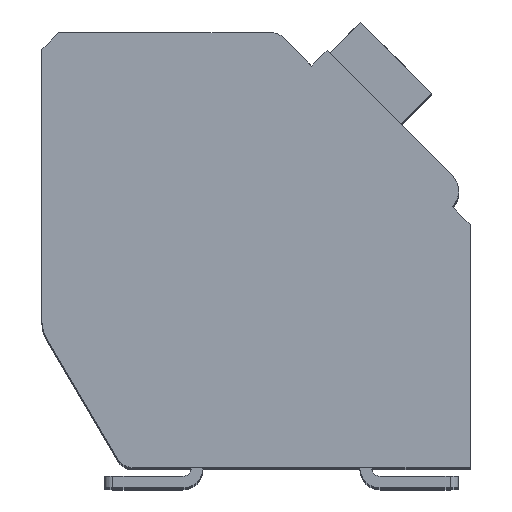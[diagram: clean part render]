
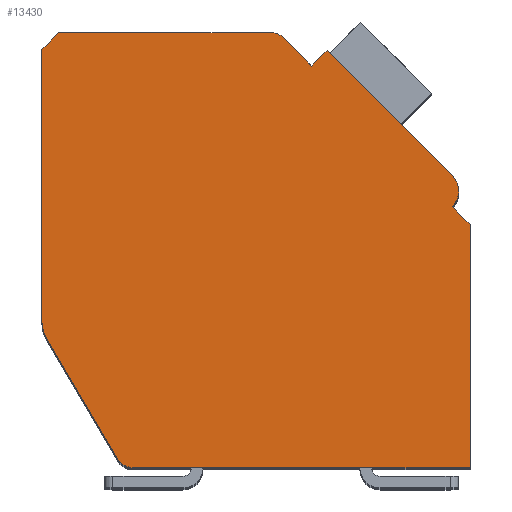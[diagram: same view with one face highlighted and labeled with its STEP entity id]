
A CAD part, top view. The second image highlights one B-rep face of the part: STEP entity #13430.
In plain terms, the highlighted planar face has unit normal (0, 0, 1).
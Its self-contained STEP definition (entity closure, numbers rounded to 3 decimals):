
#316=DIRECTION('',(0.,-1.,0.));
#317=VECTOR('',#316,8.053);
#318=CARTESIAN_POINT('',(-12.7,12.4,2.1));
#319=LINE('',#318,#317);
#320=DIRECTION('',(-0.707,-0.707,0.));
#321=VECTOR('',#320,0.707);
#322=CARTESIAN_POINT('',(-12.2,12.9,2.1));
#323=LINE('',#322,#321);
#324=DIRECTION('',(-1.,0.,0.));
#325=VECTOR('',#324,6.298);
#326=CARTESIAN_POINT('',(-5.902,12.9,2.1));
#327=LINE('',#326,#325);
#328=CARTESIAN_POINT('',(-5.902,12.4,2.1));
#329=DIRECTION('',(0.,0.,1.));
#330=DIRECTION('',(0.707,0.707,0.));
#331=AXIS2_PLACEMENT_3D('',#328,#329,#330);
#333=DIRECTION('',(-0.707,0.707,0.));
#334=VECTOR('',#333,1.197);
#335=CARTESIAN_POINT('',(-4.702,11.907,2.1));
#336=LINE('',#335,#334);
#337=DIRECTION('',(-0.707,-0.707,0.));
#338=VECTOR('',#337,0.65);
#339=CARTESIAN_POINT('',(-4.243,12.367,2.1));
#340=LINE('',#339,#338);
#341=DIRECTION('',(-0.707,0.707,0.));
#342=VECTOR('',#341,5.25);
#343=CARTESIAN_POINT('',(-0.53,8.655,2.1));
#344=LINE('',#343,#342);
#345=CARTESIAN_POINT('',(-0.99,8.195,2.1));
#346=DIRECTION('',(0.,0.,1.));
#347=DIRECTION('',(0.707,-0.707,0.));
#348=AXIS2_PLACEMENT_3D('',#345,#346,#347);
#350=DIRECTION('',(-0.707,0.707,0.));
#351=VECTOR('',#350,0.75);
#352=CARTESIAN_POINT('',(0.,7.205,2.1));
#353=LINE('',#352,#351);
#354=DIRECTION('',(0.,1.,0.));
#355=VECTOR('',#354,7.205);
#356=CARTESIAN_POINT('',(0.,0.,2.1));
#357=LINE('',#356,#355);
#358=DIRECTION('',(1.,0.,0.));
#359=VECTOR('',#358,10.014);
#360=CARTESIAN_POINT('',(-10.014,0.,2.1));
#361=LINE('',#360,#359);
#362=CARTESIAN_POINT('',(-10.014,0.5,2.1));
#363=DIRECTION('',(0.,0.,1.));
#364=DIRECTION('',(-0.862,-0.508,0.));
#365=AXIS2_PLACEMENT_3D('',#362,#363,#364);
#367=DIRECTION('',(0.508,-0.862,0.));
#368=VECTOR('',#367,4.17);
#369=CARTESIAN_POINT('',(-12.562,3.839,2.1));
#370=LINE('',#369,#368);
#371=CARTESIAN_POINT('',(-11.7,4.347,2.1));
#372=DIRECTION('',(0.,0.,1.));
#373=DIRECTION('',(-1.,0.,0.));
#374=AXIS2_PLACEMENT_3D('',#371,#372,#373);
#10097=CARTESIAN_POINT('',(-12.7,12.4,2.1));
#10098=CARTESIAN_POINT('',(-12.7,4.347,2.1));
#10099=VERTEX_POINT('',#10097);
#10100=VERTEX_POINT('',#10098);
#10101=CARTESIAN_POINT('',(-12.562,3.839,2.1));
#10102=VERTEX_POINT('',#10101);
#10103=CARTESIAN_POINT('',(-10.445,0.246,2.1));
#10104=VERTEX_POINT('',#10103);
#10105=CARTESIAN_POINT('',(-10.014,0.,2.1));
#10106=VERTEX_POINT('',#10105);
#10107=CARTESIAN_POINT('',(0.,0.,2.1));
#10108=VERTEX_POINT('',#10107);
#10109=CARTESIAN_POINT('',(0.,7.205,2.1));
#10110=VERTEX_POINT('',#10109);
#10111=CARTESIAN_POINT('',(-0.53,7.735,2.1));
#10112=VERTEX_POINT('',#10111);
#10113=CARTESIAN_POINT('',(-0.53,8.655,2.1));
#10114=VERTEX_POINT('',#10113);
#10115=CARTESIAN_POINT('',(-4.243,12.367,2.1));
#10116=VERTEX_POINT('',#10115);
#10117=CARTESIAN_POINT('',(-4.702,11.907,2.1));
#10118=VERTEX_POINT('',#10117);
#10119=CARTESIAN_POINT('',(-5.548,12.754,2.1));
#10120=VERTEX_POINT('',#10119);
#10121=CARTESIAN_POINT('',(-5.902,12.9,2.1));
#10122=VERTEX_POINT('',#10121);
#10123=CARTESIAN_POINT('',(-12.2,12.9,2.1));
#10124=VERTEX_POINT('',#10123);
#13397=CARTESIAN_POINT('',(0.,0.,2.1));
#13398=DIRECTION('',(0.,0.,1.));
#13399=DIRECTION('',(1.,0.,0.));
#13400=AXIS2_PLACEMENT_3D('',#13397,#13398,#13399);
#13401=PLANE('',#13400);
#13402=ORIENTED_EDGE('',*,*,#13127,.F.);
#13404=ORIENTED_EDGE('',*,*,#13403,.F.);
#13406=ORIENTED_EDGE('',*,*,#13405,.F.);
#13408=ORIENTED_EDGE('',*,*,#13407,.F.);
#13410=ORIENTED_EDGE('',*,*,#13409,.F.);
#13412=ORIENTED_EDGE('',*,*,#13411,.F.);
#13414=ORIENTED_EDGE('',*,*,#13413,.F.);
#13416=ORIENTED_EDGE('',*,*,#13415,.F.);
#13418=ORIENTED_EDGE('',*,*,#13417,.F.);
#13420=ORIENTED_EDGE('',*,*,#13419,.F.);
#13422=ORIENTED_EDGE('',*,*,#13421,.F.);
#13424=ORIENTED_EDGE('',*,*,#13423,.F.);
#13426=ORIENTED_EDGE('',*,*,#13425,.F.);
#13427=ORIENTED_EDGE('',*,*,#13240,.F.);
#13428=EDGE_LOOP('',(#13402,#13404,#13406,#13408,#13410,#13412,#13414,#13416,
#13418,#13420,#13422,#13424,#13426,#13427));
#13429=FACE_OUTER_BOUND('',#13428,.F.);
#332=CIRCLE('',#331,0.5);
#349=CIRCLE('',#348,0.65);
#366=CIRCLE('',#365,0.5);
#375=CIRCLE('',#374,1.);
#13127=EDGE_CURVE('',#10099,#10100,#319,.T.);
#13240=EDGE_CURVE('',#10100,#10102,#375,.T.);
#13403=EDGE_CURVE('',#10124,#10099,#323,.T.);
#13405=EDGE_CURVE('',#10122,#10124,#327,.T.);
#13407=EDGE_CURVE('',#10120,#10122,#332,.T.);
#13409=EDGE_CURVE('',#10118,#10120,#336,.T.);
#13411=EDGE_CURVE('',#10116,#10118,#340,.T.);
#13413=EDGE_CURVE('',#10114,#10116,#344,.T.);
#13415=EDGE_CURVE('',#10112,#10114,#349,.T.);
#13417=EDGE_CURVE('',#10110,#10112,#353,.T.);
#13419=EDGE_CURVE('',#10108,#10110,#357,.T.);
#13421=EDGE_CURVE('',#10106,#10108,#361,.T.);
#13423=EDGE_CURVE('',#10104,#10106,#366,.T.);
#13425=EDGE_CURVE('',#10102,#10104,#370,.T.);
#13430=ADVANCED_FACE('',(#13429),#13401,.T.);
